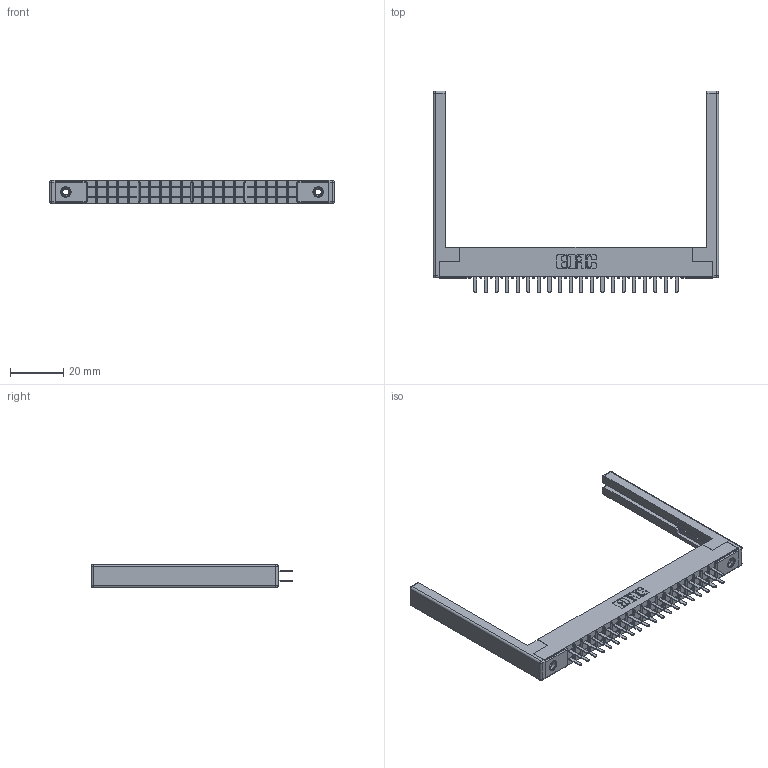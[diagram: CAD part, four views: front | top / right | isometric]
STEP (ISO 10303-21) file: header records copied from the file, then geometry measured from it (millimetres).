
FILE_DESCRIPTION (( 'STEP AP203' ), '1' );
FILE_NAME ('305-040-520-268.STEP', '2019-09-09T18:54:28', ( '' ), ( '' ), 'SwSTEP 2.0', 'SolidWorks 2016', '' );
FILE_SCHEMA (( 'CONFIG_CONTROL_DESIGN' ));
Length unit declared in the file: inch
Products named in the file (5): 305-290-001_520; 305 Part_.156 Dia; 345-250-001_345-250-001-102; 305-040-520-268; 307-220-068
Assembly tree (45 placements, depth 2):
  305-040-520-268
    305 Part_.156 Dia
    305-290-001_520  x40
    345-250-001_345-250-001-102  x2
    307-220-068  x2
Bounding box: 106.68 x 75.39 x 8.71 mm (x, y, z)
Volume: 11259.7 mm3; surface area: 16581.4 mm2
Topology: 45 solids, 45 shells, 2110 faces, 5966 edges, 3848 vertices
Faces by surface type: plane 1236, cylinder 770, sphere 88, cone 12, torus 4
Entity records: 26972 total; most frequent: CARTESIAN_POINT 4435, ORIENTED_EDGE 4390, DIRECTION 4327, EDGE_CURVE 2195, VECTOR 1743, LINE 1743, VERTEX_POINT 1400, AXIS2_PLACEMENT_3D 1292
